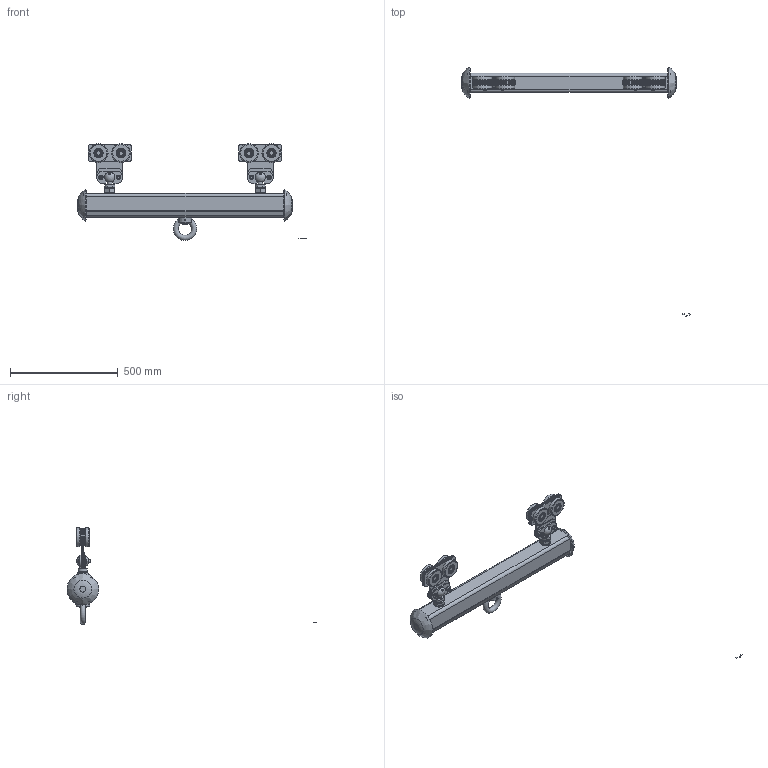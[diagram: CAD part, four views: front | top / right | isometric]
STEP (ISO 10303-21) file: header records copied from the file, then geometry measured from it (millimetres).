
FILE_DESCRIPTION(('STEP AP214'),'1');
FILE_NAME('PMH Åkvagn 1724.stp','2013-07-03T08:41:02',(' '),(' '),'Spatial InterOp 3D',' ',' ');
FILE_SCHEMA(('automotive_design'));
Length unit declared in the file: millimetre
Products named in the file (75): PMH Profilskena Akvagn 1724; NAUO76; NAUO75; NAUO74; NAUO73; NAUO72; NAUO71; NAUO70; NAUO69; NAUO68; NAUO67; NAUO66; NAUO65; NAUO64; NAUO63; NAUO62; NAUO61; NAUO60; NAUO58; NAUO57; NAUO56; NAUO55; NAUO54; NAUO53; NAUO52; NAUO51; NAUO50; NAUO49; NAUO48; NAUO47; NAUO46; NAUO45; NAUO44; NAUO43; NAUO41; NAUO40; NAUO38; NAUO36; NAUO34; NAUO33 ...
Assembly tree (74 placements, depth 2):
  PMH Profilskena Akvagn 1724
    NAUO76
    NAUO75
    NAUO74
    NAUO73
    NAUO72
    NAUO71
    NAUO70
    NAUO69
    NAUO68
    NAUO67
    NAUO66
    NAUO65
    NAUO64
    NAUO63
    NAUO62
    NAUO61
    NAUO60
    NAUO58
    NAUO57
    NAUO56
    NAUO55
    NAUO54
    NAUO53
    NAUO52
    NAUO51
    NAUO50
    NAUO49
    NAUO48
    NAUO47
    NAUO46
    NAUO45
    NAUO44
    NAUO43
    NAUO41
    NAUO40
    NAUO38
    NAUO36
    NAUO34
    NAUO33
    NAUO32
    NAUO32
    NAUO32
    NAUO31
    NAUO30
    NAUO29
    NAUO28
    NAUO27
    NAUO26
    NAUO25
    NAUO24
    NAUO23
    NAUO22
    NAUO21
    NAUO20
    NAUO19
    NAUO17
    NAUO16
    NAUO15
    NAUO14
Bounding box: 1065.12 x 1162.43 x 450.88 mm (x, y, z)
Volume: 4874755.3 mm3; surface area: 1487357.2 mm2
Topology: 72 solids, 75 shells, 1013 faces, 2300 edges, 1477 vertices
Faces by surface type: plane 435, cylinder 270, cone 208, bspline 57, torus 33, sphere 10
Full cylindrical faces by diameter (mm): 6 x2, 10.106 x4, 12 x4, 12.5 x8, 13 x16, 18.88 x4, 20 x12, 20.2 x24, 20.5 x8, 22 x2, 23.752 x1, 24 x1, 25 x2, 26 x1, 26.211 x4, 28 x8, 30 x12, 43.6 x16, 44 x16
Entity records: 42012 total; most frequent: CARTESIAN_POINT 11391, DIRECTION 4408, ORIENTED_EDGE 3776, EDGE_CURVE 1891, AXIS2_PLACEMENT_3D 1860, EDGE_LOOP 1531, VERTEX_POINT 1377, FACE_OUTER_BOUND 1197
